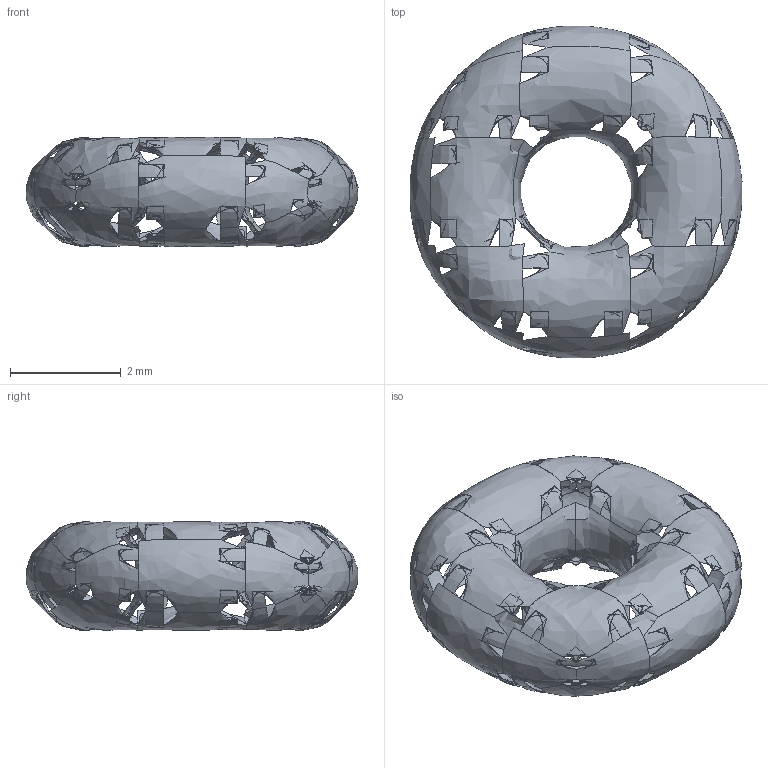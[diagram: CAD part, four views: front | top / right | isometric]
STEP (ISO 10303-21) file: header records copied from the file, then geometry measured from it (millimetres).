
FILE_DESCRIPTION(('FreeCAD Model'),'2;1');
FILE_NAME('./FairTorusNURBS.step','2016-01-16T12:28:51',('FreeCAD'),( 'FreeCAD'),'Open CASCADE STEP processor 6.7','FreeCAD','Unknown');
FILE_SCHEMA(('AUTOMOTIVE_DESIGN_CC2 { 1 2 10303 214 -1 1 5 4 }'));
Length unit declared in the file: millimetre
Products named in the file (32): Shape; Shape001; Shape002; Shape003; Shape004; Shape005; Shape006; Shape007; Shape008; Shape009; Shape010; Shape011; Shape012; Shape013; Shape014; Shape015; Shape016; Shape017; Shape018; Shape019; Shape020; Shape021; Shape022; Shape023; Shape024; Shape025; Shape026; Shape027; Shape028; Shape029; Shape030; Shape031
Bounding box: 6.01 x 6.01 x 1.99 mm (x, y, z)
Surface area: 75.6 mm2 (no closed solid volume)
Topology: 0 solids, 32 shells, 32 faces, 128 edges, 128 vertices
Faces by surface type: bspline 32
Entity records: 7334 total; most frequent: CARTESIAN_POINT 5537, DIRECTION 130, ORIENTED_EDGE 128, EDGE_CURVE 128, VERTEX_POINT 128, SURFACE_CURVE 128, B_SPLINE_CURVE_WITH_KNOTS 128, PCURVE 128
